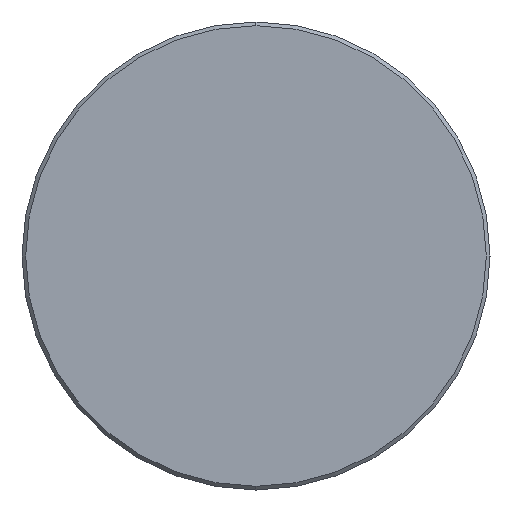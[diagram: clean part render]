
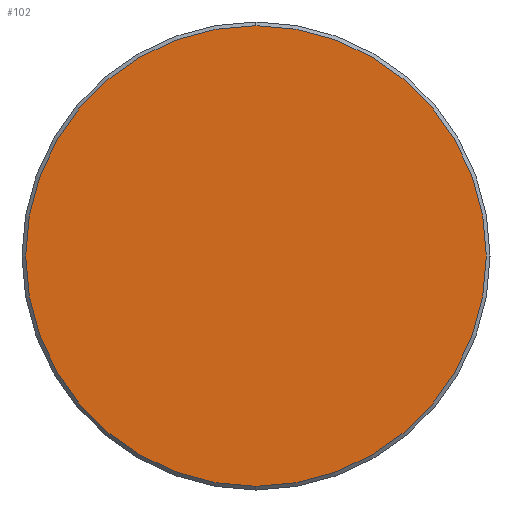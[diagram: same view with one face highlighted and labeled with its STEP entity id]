
A CAD part, left-side view. The second image highlights one B-rep face of the part: STEP entity #102.
In plain terms, the highlighted planar face has unit normal (-1, 0, 0).
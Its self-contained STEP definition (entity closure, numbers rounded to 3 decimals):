
#6 = CARTESIAN_POINT ( 'NONE',  ( 0., 0., 0. ) ) ;
#27 = EDGE_CURVE ( 'NONE', #425, #549, #34, .T. ) ;
#34 = CIRCLE ( 'NONE', #433, 18.7 ) ;
#58 = DIRECTION ( 'NONE',  ( 0., 0., 1. ) ) ;
#80 = CARTESIAN_POINT ( 'NONE',  ( 0., 18.7, 0. ) ) ;
#82 = CIRCLE ( 'NONE', #507, 18.7 ) ;
#102 = ADVANCED_FACE ( 'NONE', ( #513 ), #185, .F. ) ;
#167 = DIRECTION ( 'NONE',  ( 0., 0., 1. ) ) ;
#178 = CARTESIAN_POINT ( 'NONE',  ( 0., 0., 18.7 ) ) ;
#185 = PLANE ( 'NONE',  #687 ) ;
#258 = EDGE_CURVE ( 'NONE', #549, #425, #82, .T. ) ;
#260 = ORIENTED_EDGE ( 'NONE', *, *, #258, .T. ) ;
#268 = DIRECTION ( 'NONE',  ( -1., 0., 0. ) ) ;
#279 = EDGE_LOOP ( 'NONE', ( #499, #260 ) ) ;
#325 = DIRECTION ( 'NONE',  ( -1., 0., 0. ) ) ;
#339 = DIRECTION ( 'NONE',  ( 1., 0., 0. ) ) ;
#383 = CARTESIAN_POINT ( 'NONE',  ( 0., 0., 0. ) ) ;
#425 = VERTEX_POINT ( 'NONE', #525 ) ;
#433 = AXIS2_PLACEMENT_3D ( 'NONE', #383, #325, #167 ) ;
#486 = DIRECTION ( 'NONE',  ( 0., 0., -1. ) ) ;
#499 = ORIENTED_EDGE ( 'NONE', *, *, #27, .T. ) ;
#507 = AXIS2_PLACEMENT_3D ( 'NONE', #6, #268, #58 ) ;
#513 = FACE_OUTER_BOUND ( 'NONE', #279, .T. ) ;
#525 = CARTESIAN_POINT ( 'NONE',  ( 0., 0., -18.7 ) ) ;
#549 = VERTEX_POINT ( 'NONE', #178 ) ;
#687 = AXIS2_PLACEMENT_3D ( 'NONE', #80, #339, #486 ) ;
